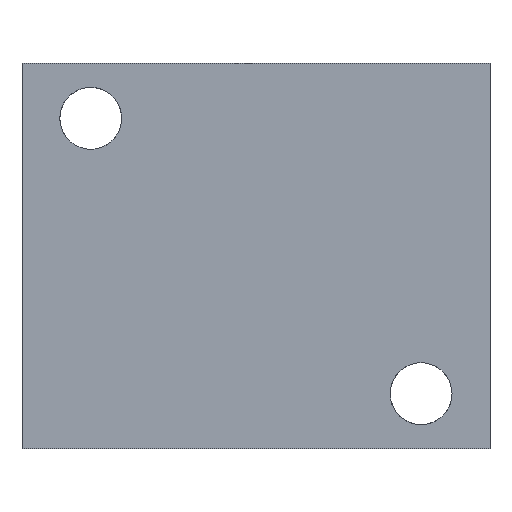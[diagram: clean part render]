
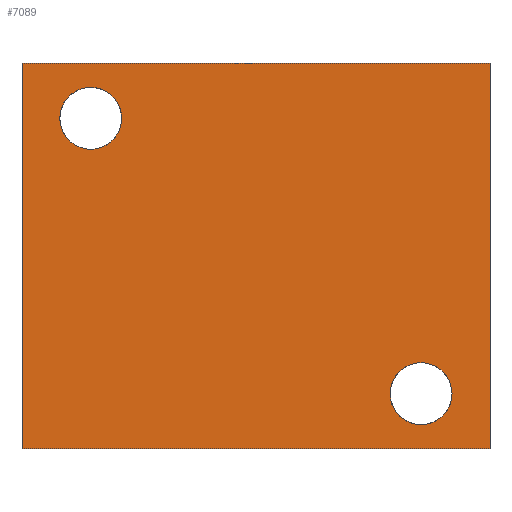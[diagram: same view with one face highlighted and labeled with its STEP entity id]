
A CAD part, front view. The second image highlights one B-rep face of the part: STEP entity #7089.
In plain terms, the highlighted planar face has unit normal (0, -1, 0).
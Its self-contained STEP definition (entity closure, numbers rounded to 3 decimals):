
#71=CIRCLE('',#7334,3.569);
#72=CIRCLE('',#7335,3.569);
#74=CIRCLE('',#7344,3.569);
#75=CIRCLE('',#7345,3.569);
#195=FACE_BOUND('',#1202,.T.);
#196=FACE_BOUND('',#1203,.T.);
#799=FACE_OUTER_BOUND('',#1201,.T.);
#1201=EDGE_LOOP('',(#6185,#6186,#6187,#6188));
#1202=EDGE_LOOP('',(#6189,#6190));
#1203=EDGE_LOOP('',(#6191,#6192));
#1492=LINE('',#10763,#2207);
#1917=LINE('',#11962,#2632);
#1922=LINE('',#11971,#2637);
#1923=LINE('',#11973,#2638);
#2207=VECTOR('',#7926,10.);
#2632=VECTOR('',#8925,10.);
#2637=VECTOR('',#8934,10.);
#2638=VECTOR('',#8937,10.);
#2925=VERTEX_POINT('',#10761);
#2926=VERTEX_POINT('',#10762);
#3197=VERTEX_POINT('',#11689);
#3198=VERTEX_POINT('',#11690);
#3202=VERTEX_POINT('',#11707);
#3203=VERTEX_POINT('',#11708);
#3285=VERTEX_POINT('',#11960);
#3287=VERTEX_POINT('',#11969);
#3717=EDGE_CURVE('',#2925,#2926,#1492,.T.);
#4120=EDGE_CURVE('',#3197,#3198,#71,.T.);
#4121=EDGE_CURVE('',#3198,#3197,#72,.T.);
#4130=EDGE_CURVE('',#3202,#3203,#74,.T.);
#4131=EDGE_CURVE('',#3203,#3202,#75,.T.);
#4253=EDGE_CURVE('',#3285,#2925,#1917,.T.);
#4258=EDGE_CURVE('',#3287,#2926,#1922,.T.);
#4259=EDGE_CURVE('',#3285,#3287,#1923,.T.);
#6185=ORIENTED_EDGE('',*,*,#4259,.T.);
#6186=ORIENTED_EDGE('',*,*,#4258,.T.);
#6187=ORIENTED_EDGE('',*,*,#3717,.F.);
#6188=ORIENTED_EDGE('',*,*,#4253,.F.);
#6189=ORIENTED_EDGE('',*,*,#4120,.T.);
#6190=ORIENTED_EDGE('',*,*,#4121,.T.);
#6191=ORIENTED_EDGE('',*,*,#4130,.T.);
#6192=ORIENTED_EDGE('',*,*,#4131,.T.);
#6436=PLANE('',#7476);
#7089=ADVANCED_FACE('',(#799,#195,#196),#6436,.T.);
#7334=AXIS2_PLACEMENT_3D('',#11691,#8601,#8602);
#7335=AXIS2_PLACEMENT_3D('',#11692,#8603,#8604);
#7344=AXIS2_PLACEMENT_3D('',#11709,#8624,#8625);
#7345=AXIS2_PLACEMENT_3D('',#11710,#8626,#8627);
#7476=AXIS2_PLACEMENT_3D('',#11972,#8935,#8936);
#7926=DIRECTION('',(1.,0.,0.));
#8601=DIRECTION('center_axis',(0.,1.,0.));
#8602=DIRECTION('ref_axis',(1.,0.,0.));
#8603=DIRECTION('center_axis',(0.,1.,0.));
#8604=DIRECTION('ref_axis',(1.,0.,0.));
#8624=DIRECTION('center_axis',(0.,1.,0.));
#8625=DIRECTION('ref_axis',(1.,0.,0.));
#8626=DIRECTION('center_axis',(0.,1.,0.));
#8627=DIRECTION('ref_axis',(1.,0.,0.));
#8925=DIRECTION('',(0.,0.,1.));
#8934=DIRECTION('',(0.,0.,1.));
#8935=DIRECTION('center_axis',(0.,-1.,0.));
#8936=DIRECTION('ref_axis',(1.,0.,0.));
#8937=DIRECTION('',(1.,0.,0.));
#10761=CARTESIAN_POINT('',(0.,0.,44.45));
#10762=CARTESIAN_POINT('',(53.975,0.,44.45));
#10763=CARTESIAN_POINT('',(0.,0.,44.45));
#11689=CARTESIAN_POINT('',(49.594,0.,6.35));
#11690=CARTESIAN_POINT('',(42.456,0.,6.35));
#11691=CARTESIAN_POINT('Origin',(46.025,0.,6.35));
#11692=CARTESIAN_POINT('Origin',(46.025,0.,6.35));
#11707=CARTESIAN_POINT('',(11.494,0.,38.1));
#11708=CARTESIAN_POINT('',(4.356,0.,38.1));
#11709=CARTESIAN_POINT('Origin',(7.925,0.,38.1));
#11710=CARTESIAN_POINT('Origin',(7.925,0.,38.1));
#11960=CARTESIAN_POINT('',(0.,0.,0.));
#11962=CARTESIAN_POINT('',(0.,0.,0.));
#11969=CARTESIAN_POINT('',(53.975,0.,0.));
#11971=CARTESIAN_POINT('',(53.975,0.,0.));
#11972=CARTESIAN_POINT('Origin',(0.,0.,0.));
#11973=CARTESIAN_POINT('',(0.,0.,0.));
